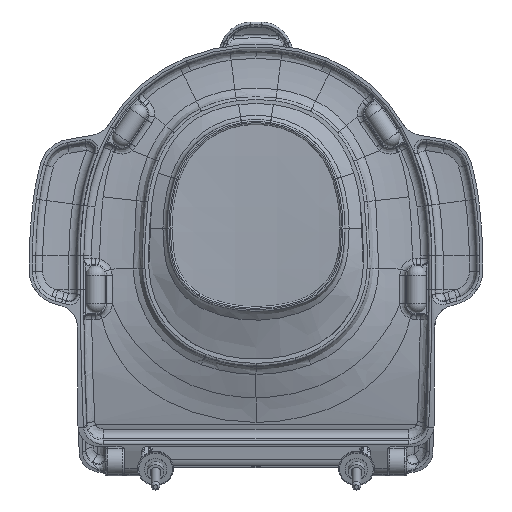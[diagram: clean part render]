
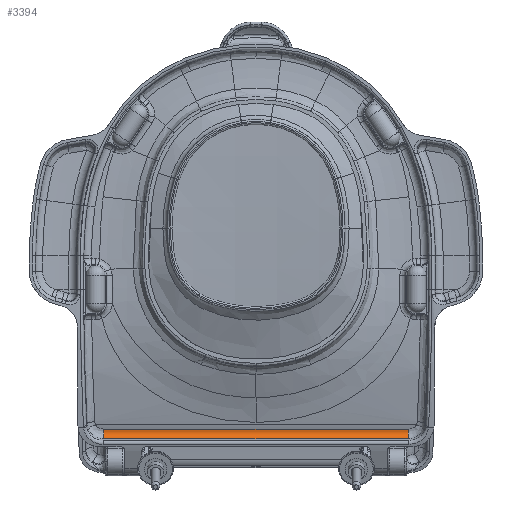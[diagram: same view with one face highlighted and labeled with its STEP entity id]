
A CAD part, front view. The second image highlights one B-rep face of the part: STEP entity #3394.
In plain terms, the highlighted cylindrical face has radius 7 mm (diameter 14 mm), a partial arc.
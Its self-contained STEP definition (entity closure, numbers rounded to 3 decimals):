
#82=LINE('',#25905,#412);
#86=LINE('',#26421,#416);
#412=VECTOR('',#20108,1.);
#416=VECTOR('',#20118,1.);
#3079=CYLINDRICAL_SURFACE('',#18364,7.);
#3394=ADVANCED_FACE('',(#4625),#3079,.F.);
#4625=FACE_OUTER_BOUND('',#5766,.T.);
#5766=EDGE_LOOP('',(#7091,#7092,#7093,#7094));
#7091=ORIENTED_EDGE('',*,*,#14446,.T.);
#7092=ORIENTED_EDGE('',*,*,#14447,.T.);
#7093=ORIENTED_EDGE('',*,*,#14417,.F.);
#7094=ORIENTED_EDGE('',*,*,#14448,.T.);
#12661=VERTEX_POINT('',#25906);
#12662=VERTEX_POINT('',#25907);
#12688=VERTEX_POINT('',#26422);
#12689=VERTEX_POINT('',#26423);
#14417=EDGE_CURVE('',#12661,#12662,#82,.T.);
#14446=EDGE_CURVE('',#12688,#12689,#86,.T.);
#14447=EDGE_CURVE('',#12689,#12662,#17194,.T.);
#14448=EDGE_CURVE('',#12661,#12688,#17195,.T.);
#17194=CIRCLE('',#18362,7.);
#17195=CIRCLE('',#18363,7.);
#18362=AXIS2_PLACEMENT_3D('',#26424,#20119,#20120);
#18363=AXIS2_PLACEMENT_3D('',#26425,#20121,#20122);
#18364=AXIS2_PLACEMENT_3D('',#26426,#20123,#20124);
#20108=DIRECTION('',(1.,0.,0.));
#20118=DIRECTION('',(1.,0.,0.));
#20119=DIRECTION('',(1.,0.,0.));
#20120=DIRECTION('',(0.,0.936,0.352));
#20121=DIRECTION('',(-1.,0.,0.));
#20122=DIRECTION('',(0.,0.936,0.352));
#20123=DIRECTION('',(1.,0.,0.));
#20124=DIRECTION('',(0.,0.,-1.));
#25905=CARTESIAN_POINT('',(0.,33.322,35.823));
#25906=CARTESIAN_POINT('',(-136.528,33.322,35.823));
#25907=CARTESIAN_POINT('',(136.528,33.322,35.823));
#26421=CARTESIAN_POINT('',(0.,29.728,27.016));
#26422=CARTESIAN_POINT('',(-136.528,29.728,27.016));
#26423=CARTESIAN_POINT('',(136.528,29.728,27.016));
#26424=CARTESIAN_POINT('',(136.528,26.77,33.36));
#26425=CARTESIAN_POINT('',(-136.528,26.77,33.36));
#26426=CARTESIAN_POINT('',(-136.528,26.77,33.36));
